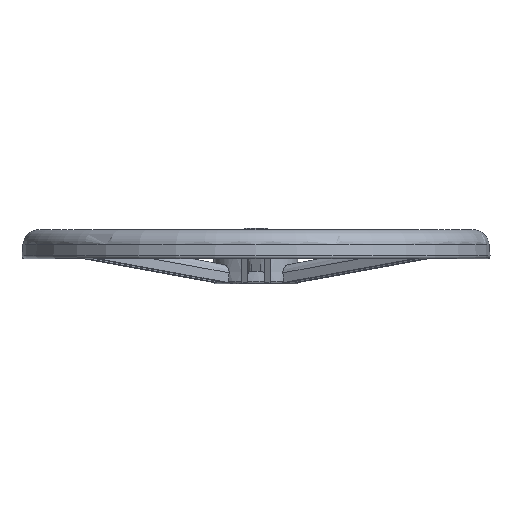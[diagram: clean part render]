
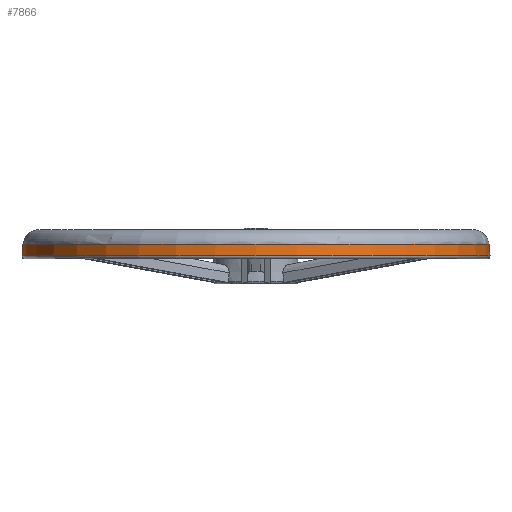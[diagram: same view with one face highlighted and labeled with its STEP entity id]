
A CAD part, front view. The second image highlights one B-rep face of the part: STEP entity #7866.
In plain terms, the highlighted conical face has half-angle 5 degrees and reference radius 248.947 mm.
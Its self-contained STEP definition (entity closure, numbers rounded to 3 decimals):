
#644 = EDGE_CURVE ( 'NONE', #4726, #4726, #4336, .T. ) ;
#1254 = EDGE_LOOP ( 'NONE', ( #1722 ) ) ;
#1284 = EDGE_LOOP ( 'NONE', ( #1723 ) ) ;
#1722 = ORIENTED_EDGE ( 'NONE', *, *, #1980, .F. ) ;
#1723 = ORIENTED_EDGE ( 'NONE', *, *, #644, .T. ) ;
#1980 = EDGE_CURVE ( 'NONE', #4730, #4730, #4420, .T. ) ;
#2085 = AXIS2_PLACEMENT_3D ( 'NONE', #4236, #4237, #4238 ) ;
#2098 = AXIS2_PLACEMENT_3D ( 'NONE', #6134, #6135, #6136 ) ;
#2115 = AXIS2_PLACEMENT_3D ( 'NONE', #6462, #6459, #6458 ) ;
#4236 = CARTESIAN_POINT ( 'NONE',  ( 0., 0., 22.604 ) ) ;
#4237 = DIRECTION ( 'NONE',  ( 0., 0., -1. ) ) ;
#4238 = DIRECTION ( 'NONE',  ( 0., 1., 0. ) ) ;
#4336 = CIRCLE ( 'NONE', #2085, 248.947 ) ;
#4420 = CIRCLE ( 'NONE', #2098, 250. ) ;
#4463 = FACE_OUTER_BOUND ( 'NONE', #1254, .T. ) ;
#4474 = FACE_BOUND ( 'NONE', #1284, .T. ) ;
#4478 = CONICAL_SURFACE ( 'NONE', #2115, 248.947, 0.087 ) ;
#4726 = VERTEX_POINT ( 'NONE', #7632 ) ;
#4730 = VERTEX_POINT ( 'NONE', #7636 ) ;
#6134 = CARTESIAN_POINT ( 'NONE',  ( 0., 0., 10.565 ) ) ;
#6135 = DIRECTION ( 'NONE',  ( 0., 0., -1. ) ) ;
#6136 = DIRECTION ( 'NONE',  ( 0., 1., 0. ) ) ;
#6458 = DIRECTION ( 'NONE',  ( 0., 1., 0. ) ) ;
#6459 = DIRECTION ( 'NONE',  ( 0., 0., -1. ) ) ;
#6462 = CARTESIAN_POINT ( 'NONE',  ( 0., 0., 22.604 ) ) ;
#7632 = CARTESIAN_POINT ( 'NONE',  ( 0., 248.947, 22.604 ) ) ;
#7636 = CARTESIAN_POINT ( 'NONE',  ( 0., 250., 10.565 ) ) ;
#7866 = ADVANCED_FACE ( 'NONE', ( #4463, #4474 ), #4478, .T. ) ;
